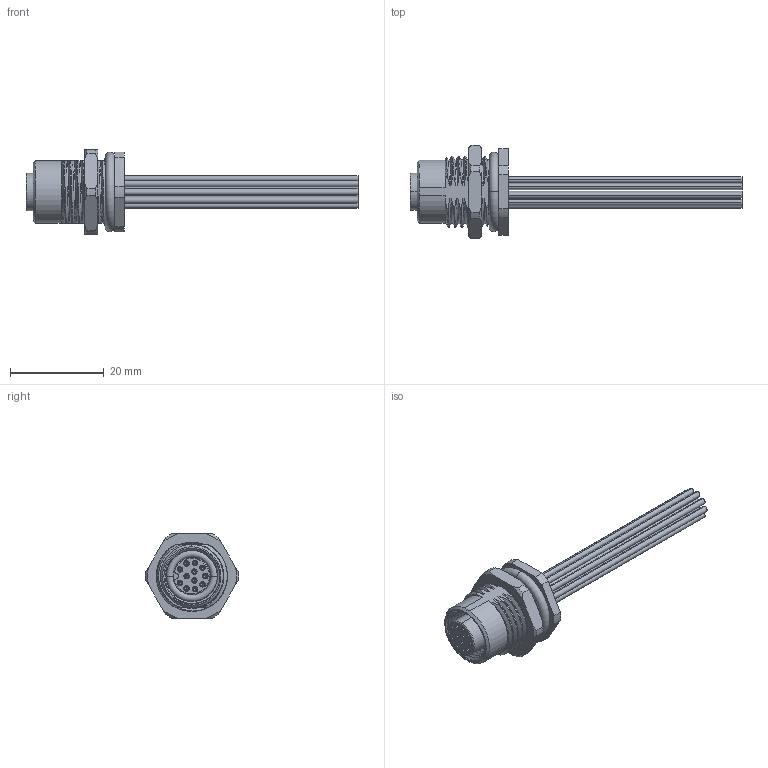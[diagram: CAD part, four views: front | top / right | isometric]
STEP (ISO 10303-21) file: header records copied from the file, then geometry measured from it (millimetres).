
FILE_DESCRIPTION (( 'STEP AP203' ), '1' );
FILE_NAME ('FCF2M12-SA12SSD0002-00.STEP', '2024-08-11T13:12:57', ( '°ü' ), ( '' ), 'SwSTEP 2.0', 'SolidWorks 2023', '' );
FILE_SCHEMA (( 'CONFIG_CONTROL_DESIGN' ));
Length unit declared in the file: millimetre
Products named in the file (1): FCF2M12-SA12SSD0002-00
Bounding box: 71 x 19.99 x 18 mm (x, y, z)
Volume: 3996.3 mm3; surface area: 6674.3 mm2
Topology: 1 solids, 1 shells, 501 faces, 1417 edges, 941 vertices
Faces by surface type: cylinder 168, plane 164, cone 112, bspline 49, torus 8
Entity records: 38206 total; most frequent: CARTESIAN_POINT 26591, ORIENTED_EDGE 2786, DIRECTION 1833, EDGE_CURVE 1393, VERTEX_POINT 941, AXIS2_PLACEMENT_3D 658, B_SPLINE_CURVE_WITH_KNOTS 619, EDGE_LOOP 556
